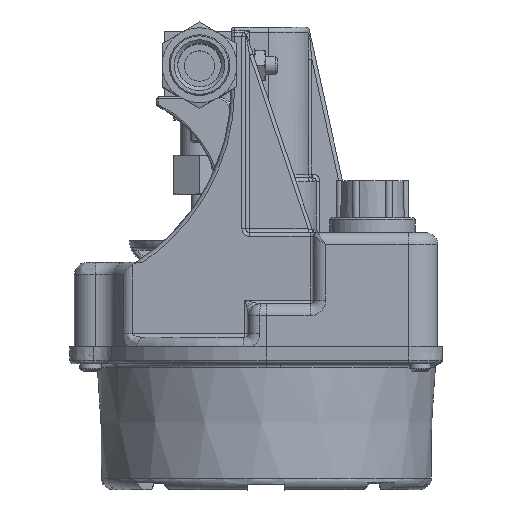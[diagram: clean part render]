
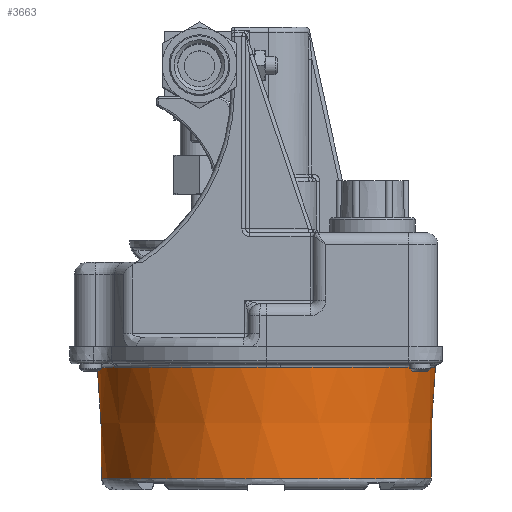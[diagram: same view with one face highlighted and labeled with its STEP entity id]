
A CAD part, top view. The second image highlights one B-rep face of the part: STEP entity #3663.
In plain terms, the highlighted conical face has half-angle 2 degrees and reference radius 72.39 mm.
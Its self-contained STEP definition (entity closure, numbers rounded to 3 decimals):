
#3102=FACE_BOUND('',#5947,.T.);
#3103=FACE_BOUND('',#5948,.T.);
#3663=ADVANCED_FACE('',(#3102,#3103),#4507,.T.);
#4507=CONICAL_SURFACE('',#17812,72.39,2.);
#5947=EDGE_LOOP('',(#9178,#9179,#9180,#9181,#9182,#9183,#9184,#9185,#9186,
#9187,#9188,#9189));
#5948=EDGE_LOOP('',(#9190,#9191,#9192,#9193));
#7123=CIRCLE('',#17788,70.672);
#7139=CIRCLE('',#17805,72.336);
#7140=CIRCLE('',#17806,72.337);
#7141=CIRCLE('',#17807,72.336);
#7142=CIRCLE('',#17808,72.337);
#7143=CIRCLE('',#17809,72.336);
#7144=CIRCLE('',#17810,72.337);
#7145=CIRCLE('',#17811,70.882);
#9178=ORIENTED_EDGE('',*,*,#14938,.T.);
#9179=ORIENTED_EDGE('',*,*,#14939,.T.);
#9180=ORIENTED_EDGE('',*,*,#14940,.T.);
#9181=ORIENTED_EDGE('',*,*,#14941,.T.);
#9182=ORIENTED_EDGE('',*,*,#14942,.T.);
#9183=ORIENTED_EDGE('',*,*,#14943,.T.);
#9184=ORIENTED_EDGE('',*,*,#14944,.T.);
#9185=ORIENTED_EDGE('',*,*,#14945,.T.);
#9186=ORIENTED_EDGE('',*,*,#14946,.T.);
#9187=ORIENTED_EDGE('',*,*,#14947,.T.);
#9188=ORIENTED_EDGE('',*,*,#14948,.T.);
#9189=ORIENTED_EDGE('',*,*,#14949,.T.);
#9190=ORIENTED_EDGE('',*,*,#14950,.F.);
#9191=ORIENTED_EDGE('',*,*,#14906,.T.);
#9192=ORIENTED_EDGE('',*,*,#14951,.F.);
#9193=ORIENTED_EDGE('',*,*,#14952,.T.);
#13159=VERTEX_POINT('',#26593);
#13160=VERTEX_POINT('',#26594);
#13191=VERTEX_POINT('',#26710);
#13192=VERTEX_POINT('',#26711);
#13193=VERTEX_POINT('',#26716);
#13194=VERTEX_POINT('',#26718);
#13195=VERTEX_POINT('',#26723);
#13196=VERTEX_POINT('',#26725);
#13197=VERTEX_POINT('',#26730);
#13198=VERTEX_POINT('',#26732);
#13199=VERTEX_POINT('',#26737);
#13200=VERTEX_POINT('',#26739);
#13201=VERTEX_POINT('',#26744);
#13202=VERTEX_POINT('',#26746);
#13203=VERTEX_POINT('',#26757);
#13204=VERTEX_POINT('',#26764);
#14906=EDGE_CURVE('',#13159,#13160,#7123,.T.);
#14938=EDGE_CURVE('',#13191,#13192,#7139,.T.);
#14939=EDGE_CURVE('',#13192,#13193,#16843,.T.);
#14940=EDGE_CURVE('',#13193,#13194,#7140,.T.);
#14941=EDGE_CURVE('',#13194,#13195,#16844,.T.);
#14942=EDGE_CURVE('',#13195,#13196,#7141,.T.);
#14943=EDGE_CURVE('',#13196,#13197,#16845,.T.);
#14944=EDGE_CURVE('',#13197,#13198,#7142,.T.);
#14945=EDGE_CURVE('',#13198,#13199,#16846,.T.);
#14946=EDGE_CURVE('',#13199,#13200,#7143,.T.);
#14947=EDGE_CURVE('',#13200,#13201,#16847,.T.);
#14948=EDGE_CURVE('',#13201,#13202,#7144,.T.);
#14949=EDGE_CURVE('',#13202,#13191,#16848,.T.);
#14950=EDGE_CURVE('',#13159,#13203,#16849,.T.);
#14951=EDGE_CURVE('',#13204,#13160,#16850,.T.);
#14952=EDGE_CURVE('',#13204,#13203,#7145,.T.);
#16843=B_SPLINE_CURVE_WITH_KNOTS('',3,(#26712,#26713,#26714,#26715),
 .UNSPECIFIED.,.F.,.F.,(4,4),(0.,1.),.UNSPECIFIED.);
#16844=B_SPLINE_CURVE_WITH_KNOTS('',3,(#26719,#26720,#26721,#26722),
 .UNSPECIFIED.,.F.,.F.,(4,4),(0.,1.),.UNSPECIFIED.);
#16845=B_SPLINE_CURVE_WITH_KNOTS('',3,(#26726,#26727,#26728,#26729),
 .UNSPECIFIED.,.F.,.F.,(4,4),(0.,1.),.UNSPECIFIED.);
#16846=B_SPLINE_CURVE_WITH_KNOTS('',3,(#26733,#26734,#26735,#26736),
 .UNSPECIFIED.,.F.,.F.,(4,4),(0.,1.),.UNSPECIFIED.);
#16847=B_SPLINE_CURVE_WITH_KNOTS('',3,(#26740,#26741,#26742,#26743),
 .UNSPECIFIED.,.F.,.F.,(4,4),(0.,1.),.UNSPECIFIED.);
#16848=B_SPLINE_CURVE_WITH_KNOTS('',3,(#26747,#26748,#26749,#26750),
 .UNSPECIFIED.,.F.,.F.,(4,4),(0.,1.),.UNSPECIFIED.);
#16849=B_SPLINE_CURVE_WITH_KNOTS('',3,(#26751,#26752,#26753,#26754,#26755,
#26756),.UNSPECIFIED.,.F.,.F.,(4,2,4),(0.,0.496,1.),
 .UNSPECIFIED.);
#16850=B_SPLINE_CURVE_WITH_KNOTS('',3,(#26758,#26759,#26760,#26761,#26762,
#26763),.UNSPECIFIED.,.F.,.F.,(4,2,4),(0.,0.504,1.),
 .UNSPECIFIED.);
#17788=AXIS2_PLACEMENT_3D('',#26592,#20698,#20699);
#17805=AXIS2_PLACEMENT_3D('',#26709,#20732,#20733);
#17806=AXIS2_PLACEMENT_3D('',#26717,#20734,#20735);
#17807=AXIS2_PLACEMENT_3D('',#26724,#20736,#20737);
#17808=AXIS2_PLACEMENT_3D('',#26731,#20738,#20739);
#17809=AXIS2_PLACEMENT_3D('',#26738,#20740,#20741);
#17810=AXIS2_PLACEMENT_3D('',#26745,#20742,#20743);
#17811=AXIS2_PLACEMENT_3D('',#26765,#20744,#20745);
#17812=AXIS2_PLACEMENT_3D('',#26766,#20746,#20747);
#20698=DIRECTION('',(0.,1.,0.));
#20699=DIRECTION('',(0.,0.,1.));
#20732=DIRECTION('',(0.,-1.,0.));
#20733=DIRECTION('',(0.,0.,1.));
#20734=DIRECTION('',(0.,-1.,0.));
#20735=DIRECTION('',(0.,0.,-1.));
#20736=DIRECTION('',(0.,-1.,0.));
#20737=DIRECTION('',(0.,0.,1.));
#20738=DIRECTION('',(0.,-1.,0.));
#20739=DIRECTION('',(0.,0.,-1.));
#20740=DIRECTION('',(0.,-1.,0.));
#20741=DIRECTION('',(0.,0.,1.));
#20742=DIRECTION('',(0.,-1.,0.));
#20743=DIRECTION('',(0.,0.,-1.));
#20744=DIRECTION('',(0.,1.,0.));
#20745=DIRECTION('',(0.,0.,1.));
#20746=DIRECTION('',(0.,1.,0.));
#20747=DIRECTION('',(0.,0.,-1.));
#26592=CARTESIAN_POINT('',(28.581,-176.931,123.5));
#26593=CARTESIAN_POINT('',(20.644,-176.931,53.275));
#26594=CARTESIAN_POINT('',(36.519,-176.931,53.275));
#26709=CARTESIAN_POINT('',(28.581,-129.262,123.5));
#26710=CARTESIAN_POINT('',(32.878,-129.262,51.291));
#26711=CARTESIAN_POINT('',(60.965,-129.262,58.817));
#26712=CARTESIAN_POINT('',(60.965,-129.262,58.817));
#26713=CARTESIAN_POINT('',(61.64,-129.262,59.155));
#26714=CARTESIAN_POINT('',(62.31,-129.25,59.503));
#26715=CARTESIAN_POINT('',(62.974,-129.25,59.862));
#26716=CARTESIAN_POINT('',(62.974,-129.25,59.862));
#26717=CARTESIAN_POINT('',(28.581,-129.25,123.5));
#26718=CARTESIAN_POINT('',(100.918,-129.25,123.5));
#26719=CARTESIAN_POINT('',(100.918,-129.25,123.5));
#26720=CARTESIAN_POINT('',(100.918,-129.254,125.581));
#26721=CARTESIAN_POINT('',(100.828,-129.258,127.663));
#26722=CARTESIAN_POINT('',(100.648,-129.262,129.737));
#26723=CARTESIAN_POINT('',(100.648,-129.262,129.737));
#26724=CARTESIAN_POINT('',(28.581,-129.262,123.5));
#26725=CARTESIAN_POINT('',(34.818,-129.262,195.567));
#26726=CARTESIAN_POINT('',(34.818,-129.262,195.567));
#26727=CARTESIAN_POINT('',(32.744,-129.258,195.747));
#26728=CARTESIAN_POINT('',(30.663,-129.254,195.837));
#26729=CARTESIAN_POINT('',(28.581,-129.25,195.837));
#26730=CARTESIAN_POINT('',(28.581,-129.25,195.837));
#26731=CARTESIAN_POINT('',(28.581,-129.25,123.5));
#26732=CARTESIAN_POINT('',(-35.057,-129.25,157.892));
#26733=CARTESIAN_POINT('',(-35.057,-129.25,157.892));
#26734=CARTESIAN_POINT('',(-35.416,-129.25,157.228));
#26735=CARTESIAN_POINT('',(-35.764,-129.262,156.558));
#26736=CARTESIAN_POINT('',(-36.102,-129.262,155.884));
#26737=CARTESIAN_POINT('',(-36.102,-129.262,155.884));
#26738=CARTESIAN_POINT('',(28.581,-129.262,123.5));
#26739=CARTESIAN_POINT('',(-43.628,-129.262,127.796));
#26740=CARTESIAN_POINT('',(-43.628,-129.262,127.796));
#26741=CARTESIAN_POINT('',(-43.672,-129.262,127.043));
#26742=CARTESIAN_POINT('',(-43.706,-129.25,126.289));
#26743=CARTESIAN_POINT('',(-43.727,-129.25,125.534));
#26744=CARTESIAN_POINT('',(-43.727,-129.25,125.534));
#26745=CARTESIAN_POINT('',(28.581,-129.25,123.5));
#26746=CARTESIAN_POINT('',(30.616,-129.25,51.192));
#26747=CARTESIAN_POINT('',(30.616,-129.25,51.192));
#26748=CARTESIAN_POINT('',(31.37,-129.25,51.213));
#26749=CARTESIAN_POINT('',(32.124,-129.262,51.246));
#26750=CARTESIAN_POINT('',(32.878,-129.262,51.291));
#26751=CARTESIAN_POINT('',(20.644,-176.931,53.275));
#26752=CARTESIAN_POINT('',(20.644,-175.936,53.24));
#26753=CARTESIAN_POINT('',(20.644,-174.94,53.205));
#26754=CARTESIAN_POINT('',(20.644,-172.933,53.135));
#26755=CARTESIAN_POINT('',(20.644,-171.922,53.099));
#26756=CARTESIAN_POINT('',(20.644,-170.91,53.064));
#26757=CARTESIAN_POINT('',(20.644,-170.91,53.064));
#26758=CARTESIAN_POINT('',(36.519,-170.91,53.064));
#26759=CARTESIAN_POINT('',(36.519,-171.922,53.099));
#26760=CARTESIAN_POINT('',(36.519,-172.933,53.135));
#26761=CARTESIAN_POINT('',(36.519,-174.94,53.205));
#26762=CARTESIAN_POINT('',(36.519,-175.936,53.24));
#26763=CARTESIAN_POINT('',(36.519,-176.931,53.275));
#26764=CARTESIAN_POINT('',(36.519,-170.91,53.064));
#26765=CARTESIAN_POINT('',(28.581,-170.91,123.5));
#26766=CARTESIAN_POINT('',(28.581,-127.73,123.5));
